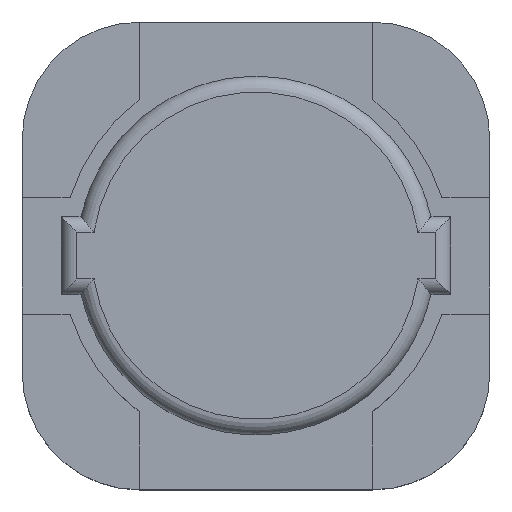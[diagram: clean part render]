
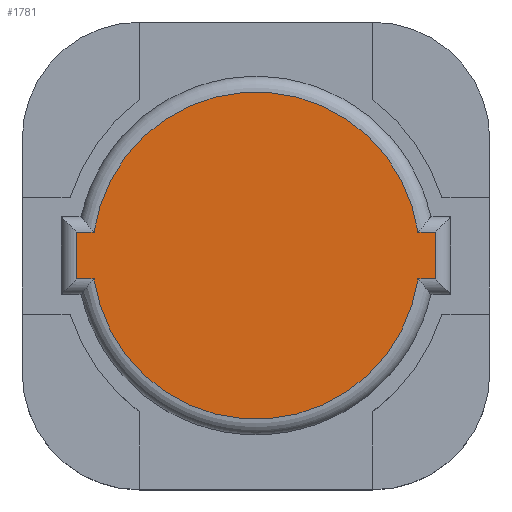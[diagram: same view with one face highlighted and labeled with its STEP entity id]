
A CAD part, top view. The second image highlights one B-rep face of the part: STEP entity #1781.
In plain terms, the highlighted planar face has unit normal (0, 0, 1).
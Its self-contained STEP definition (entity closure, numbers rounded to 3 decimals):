
#1552 = VERTEX_POINT('',#1553);
#1553 = CARTESIAN_POINT('',(2.078,0.3,4.75));
#1568 = EDGE_CURVE('',#1552,#1569,#1571,.T.);
#1569 = VERTEX_POINT('',#1570);
#1570 = CARTESIAN_POINT('',(2.3,0.3,4.75));
#1571 = LINE('',#1572,#1573);
#1572 = CARTESIAN_POINT('',(2.245,0.3,4.75));
#1573 = VECTOR('',#1574,1.);
#1574 = DIRECTION('',(1.,0.,0.));
#1595 = VERTEX_POINT('',#1596);
#1596 = CARTESIAN_POINT('',(-2.078,0.3,4.75));
#1611 = EDGE_CURVE('',#1552,#1595,#1612,.T.);
#1612 = CIRCLE('',#1613,2.1);
#1613 = AXIS2_PLACEMENT_3D('',#1614,#1615,#1616);
#1614 = CARTESIAN_POINT('',(0.,0.,4.75)
  );
#1615 = DIRECTION('',(0.,0.,1.));
#1616 = DIRECTION('',(0.976,0.217,0.));
#1627 = EDGE_CURVE('',#1569,#1628,#1630,.T.);
#1628 = VERTEX_POINT('',#1629);
#1629 = CARTESIAN_POINT('',(2.3,-0.3,4.75));
#1630 = LINE('',#1631,#1632);
#1631 = CARTESIAN_POINT('',(2.3,0.5,4.75));
#1632 = VECTOR('',#1633,1.);
#1633 = DIRECTION('',(0.,-1.,0.));
#1652 = VERTEX_POINT('',#1653);
#1653 = CARTESIAN_POINT('',(-2.3,0.3,4.75));
#1660 = EDGE_CURVE('',#1652,#1595,#1661,.T.);
#1661 = LINE('',#1662,#1663);
#1662 = CARTESIAN_POINT('',(-2.5,0.3,4.75));
#1663 = VECTOR('',#1664,1.);
#1664 = DIRECTION('',(1.,0.,0.));
#1677 = EDGE_CURVE('',#1628,#1678,#1680,.T.);
#1678 = VERTEX_POINT('',#1679);
#1679 = CARTESIAN_POINT('',(2.078,-0.3,4.75));
#1680 = LINE('',#1681,#1682);
#1681 = CARTESIAN_POINT('',(2.5,-0.3,4.75));
#1682 = VECTOR('',#1683,1.);
#1683 = DIRECTION('',(-1.,0.,0.));
#1710 = VERTEX_POINT('',#1711);
#1711 = CARTESIAN_POINT('',(-2.3,-0.3,4.75));
#1718 = EDGE_CURVE('',#1710,#1652,#1719,.T.);
#1719 = LINE('',#1720,#1721);
#1720 = CARTESIAN_POINT('',(-2.3,-0.5,4.75));
#1721 = VECTOR('',#1722,1.);
#1722 = DIRECTION('',(0.,1.,0.));
#1735 = VERTEX_POINT('',#1736);
#1736 = CARTESIAN_POINT('',(-2.078,-0.3,4.75));
#1753 = EDGE_CURVE('',#1735,#1678,#1754,.T.);
#1754 = CIRCLE('',#1755,2.1);
#1755 = AXIS2_PLACEMENT_3D('',#1756,#1757,#1758);
#1756 = CARTESIAN_POINT('',(0.,0.,4.75)
  );
#1757 = DIRECTION('',(0.,0.,1.));
#1758 = DIRECTION('',(-0.976,-0.217,0.
    ));
#1769 = EDGE_CURVE('',#1735,#1710,#1770,.T.);
#1770 = LINE('',#1771,#1772);
#1771 = CARTESIAN_POINT('',(-2.245,-0.3,4.75));
#1772 = VECTOR('',#1773,1.);
#1773 = DIRECTION('',(-1.,0.,0.));
#1781 = ADVANCED_FACE('',(#1782),#1792,.T.);
#1782 = FACE_BOUND('',#1783,.T.);
#1783 = EDGE_LOOP('',(#1784,#1785,#1786,#1787,#1788,#1789,#1790,#1791));
#1784 = ORIENTED_EDGE('',*,*,#1753,.T.);
#1785 = ORIENTED_EDGE('',*,*,#1677,.F.);
#1786 = ORIENTED_EDGE('',*,*,#1627,.F.);
#1787 = ORIENTED_EDGE('',*,*,#1568,.F.);
#1788 = ORIENTED_EDGE('',*,*,#1611,.T.);
#1789 = ORIENTED_EDGE('',*,*,#1660,.F.);
#1790 = ORIENTED_EDGE('',*,*,#1718,.F.);
#1791 = ORIENTED_EDGE('',*,*,#1769,.F.);
#1792 = PLANE('',#1793);
#1793 = AXIS2_PLACEMENT_3D('',#1794,#1795,#1796);
#1794 = CARTESIAN_POINT('',(0.,0.,4.75)
  );
#1795 = DIRECTION('',(0.,0.,1.));
#1796 = DIRECTION('',(0.,1.,0.));
